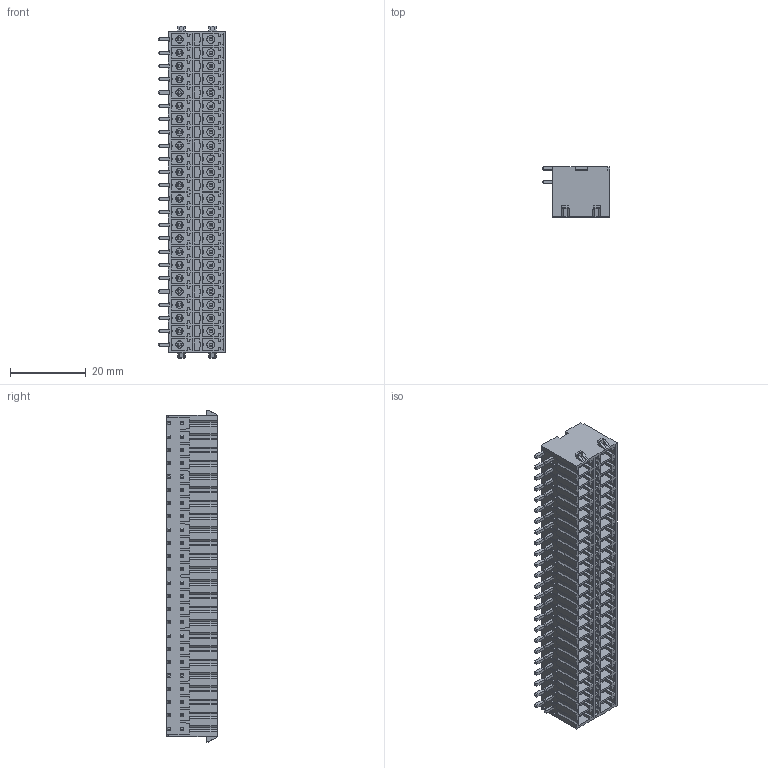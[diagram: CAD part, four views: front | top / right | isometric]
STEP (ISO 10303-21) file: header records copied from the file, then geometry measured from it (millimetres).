
FILE_DESCRIPTION((''),'2;1');
FILE_NAME('TLPHDL-007R-1','2024-09-18T13:49:52',('sheji109'),(''),'CREO PARAMETRIC BY PTC INC, 2018100','CREO PARAMETRIC BY PTC INC, 2018100','');
FILE_SCHEMA(('CONFIG_CONTROL_DESIGN'));
Products named in the file (1): TLPHDL-007R-1
Bounding box: 17.8 x 13.3 x 87.6 mm (x, y, z)
Volume: 11581.7 mm3; surface area: 14809.4 mm2
Topology: 1 solids, 1 shells, 2630 faces, 6836 edges, 4424 vertices
Faces by surface type: plane 2328, cylinder 206, cone 96
Entity records: 79171 total; most frequent: CARTESIAN_POINT 14453, ORIENTED_EDGE 13672, DIRECTION 12512, EDGE_CURVE 6836, VECTOR 6176, LINE 6176, VERTEX_POINT 4424, AXIS2_PLACEMENT_3D 3168
